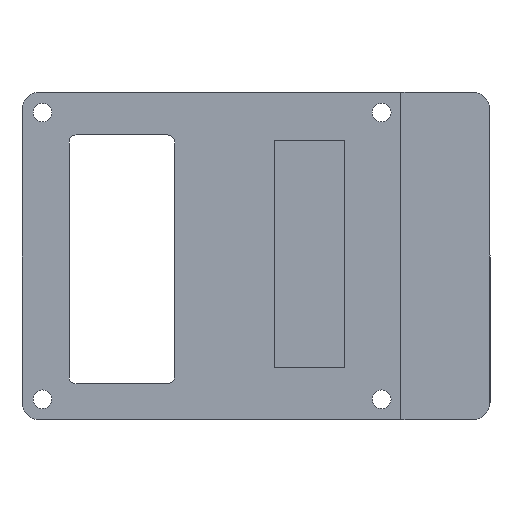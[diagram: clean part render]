
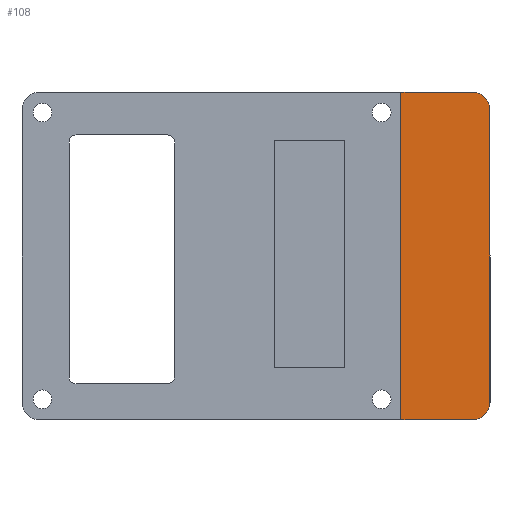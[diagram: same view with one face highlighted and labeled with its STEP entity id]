
A CAD part, front view. The second image highlights one B-rep face of the part: STEP entity #108.
In plain terms, the highlighted planar face has unit normal (0, -1, 0).
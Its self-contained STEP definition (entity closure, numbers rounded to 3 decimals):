
#85 = FACE_OUTER_BOUND ( 'NONE', #549, .T. ) ;
#108 = ADVANCED_FACE ( 'NONE', ( #85 ), #438, .F. ) ;
#114 = DIRECTION ( 'NONE',  ( 0., 0., 1. ) ) ;
#118 = DIRECTION ( 'NONE',  ( 0., -1., 0. ) ) ;
#133 = CARTESIAN_POINT ( 'NONE',  ( -15.227, -3., -24.39 ) ) ;
#166 = VECTOR ( 'NONE', #1067, 1000. ) ;
#196 = ORIENTED_EDGE ( 'NONE', *, *, #835, .T. ) ;
#225 = EDGE_CURVE ( 'NONE', #426, #653, #543, .T. ) ;
#227 = CARTESIAN_POINT ( 'NONE',  ( -3.009, -3., 31.592 ) ) ;
#274 = ORIENTED_EDGE ( 'NONE', *, *, #760, .T. ) ;
#305 = DIRECTION ( 'NONE',  ( 0., -1., 0. ) ) ;
#340 = DIRECTION ( 'NONE',  ( 0., 0., 1. ) ) ;
#346 = LINE ( 'NONE', #542, #727 ) ;
#353 = ORIENTED_EDGE ( 'NONE', *, *, #401, .T. ) ;
#401 = EDGE_CURVE ( 'NONE', #943, #426, #402, .T. ) ;
#402 = LINE ( 'NONE', #734, #911 ) ;
#415 = CIRCLE ( 'NONE', #570, 3. ) ;
#426 = VERTEX_POINT ( 'NONE', #1008 ) ;
#438 = PLANE ( 'NONE',  #864 ) ;
#459 = ORIENTED_EDGE ( 'NONE', *, *, #618, .T. ) ;
#460 = ORIENTED_EDGE ( 'NONE', *, *, #1017, .T. ) ;
#462 = CARTESIAN_POINT ( 'NONE',  ( -15.227, -3., -24.39 ) ) ;
#475 = CARTESIAN_POINT ( 'NONE',  ( -3.009, -3., 28.592 ) ) ;
#526 = VERTEX_POINT ( 'NONE', #777 ) ;
#542 = CARTESIAN_POINT ( 'NONE',  ( -0.009, -3., 28.592 ) ) ;
#543 = LINE ( 'NONE', #970, #166 ) ;
#549 = EDGE_LOOP ( 'NONE', ( #846, #274, #460, #459, #196, #353 ) ) ;
#565 = CARTESIAN_POINT ( 'NONE',  ( -0.009, -3., -21.39 ) ) ;
#570 = AXIS2_PLACEMENT_3D ( 'NONE', #646, #118, #813 ) ;
#618 = EDGE_CURVE ( 'NONE', #1104, #695, #346, .T. ) ;
#646 = CARTESIAN_POINT ( 'NONE',  ( -3.009, -3., -21.39 ) ) ;
#653 = VERTEX_POINT ( 'NONE', #462 ) ;
#695 = VERTEX_POINT ( 'NONE', #1079 ) ;
#699 = CARTESIAN_POINT ( 'NONE',  ( -3.009, -3., -21.39 ) ) ;
#727 = VECTOR ( 'NONE', #804, 1000. ) ;
#734 = CARTESIAN_POINT ( 'NONE',  ( -15.227, -3., 31.592 ) ) ;
#758 = LINE ( 'NONE', #133, #890 ) ;
#760 = EDGE_CURVE ( 'NONE', #653, #526, #758, .T. ) ;
#777 = CARTESIAN_POINT ( 'NONE',  ( -3.009, -3., -24.39 ) ) ;
#804 = DIRECTION ( 'NONE',  ( 0., 0., 1. ) ) ;
#813 = DIRECTION ( 'NONE',  ( 0., 0., 1. ) ) ;
#825 = DIRECTION ( 'NONE',  ( -1., 0., 0. ) ) ;
#835 = EDGE_CURVE ( 'NONE', #695, #943, #1112, .T. ) ;
#846 = ORIENTED_EDGE ( 'NONE', *, *, #225, .T. ) ;
#864 = AXIS2_PLACEMENT_3D ( 'NONE', #699, #1077, #340 ) ;
#890 = VECTOR ( 'NONE', #908, 1000. ) ;
#908 = DIRECTION ( 'NONE',  ( 1., 0., 0. ) ) ;
#911 = VECTOR ( 'NONE', #825, 1000. ) ;
#932 = AXIS2_PLACEMENT_3D ( 'NONE', #475, #305, #114 ) ;
#943 = VERTEX_POINT ( 'NONE', #227 ) ;
#970 = CARTESIAN_POINT ( 'NONE',  ( -15.227, -3., 31.592 ) ) ;
#1008 = CARTESIAN_POINT ( 'NONE',  ( -15.227, -3., 31.592 ) ) ;
#1017 = EDGE_CURVE ( 'NONE', #526, #1104, #415, .T. ) ;
#1067 = DIRECTION ( 'NONE',  ( 0., 0., -1. ) ) ;
#1077 = DIRECTION ( 'NONE',  ( 0., 1., 0. ) ) ;
#1079 = CARTESIAN_POINT ( 'NONE',  ( -0.009, -3., 28.592 ) ) ;
#1104 = VERTEX_POINT ( 'NONE', #565 ) ;
#1112 = CIRCLE ( 'NONE', #932, 3. ) ;
